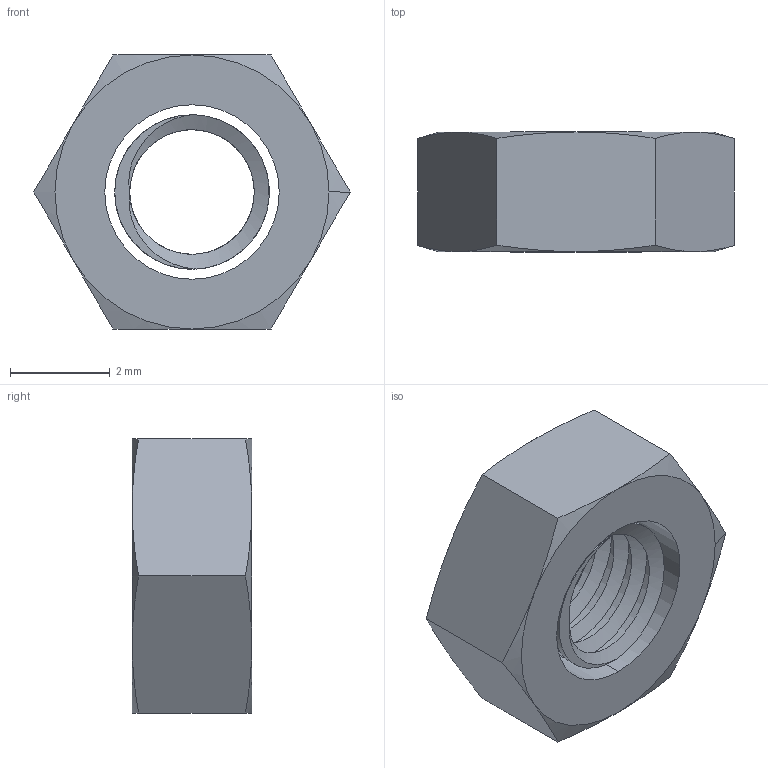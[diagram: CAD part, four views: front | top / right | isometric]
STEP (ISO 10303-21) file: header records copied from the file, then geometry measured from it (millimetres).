
FILE_DESCRIPTION (( 'STEP AP214' ), '1' );
FILE_NAME ('4708.STEP', '2013-05-31T20:31:58', ( 'Richard Maletta' ), ( '' ), 'SwSTEP 2.0', 'SolidWorks 2009', '' );
FILE_SCHEMA (( 'AUTOMOTIVE_DESIGN' ));
Length unit declared in the file: millimetre
Products named in the file (1): 4708
Bounding box: 6.35 x 2.4 x 5.5 mm (x, y, z)
Volume: 41.1 mm3; surface area: 140.4 mm2
Topology: 2 solids, 2 shells, 38 faces, 88 edges, 54 vertices
Faces by surface type: cone 14, cylinder 12, plane 10, bspline 2
Entity records: 1585 total; most frequent: CARTESIAN_POINT 701, ORIENTED_EDGE 176, DIRECTION 137, EDGE_CURVE 88, AXIS2_PLACEMENT_3D 59, VERTEX_POINT 54, EDGE_LOOP 40, FACE_OUTER_BOUND 38
